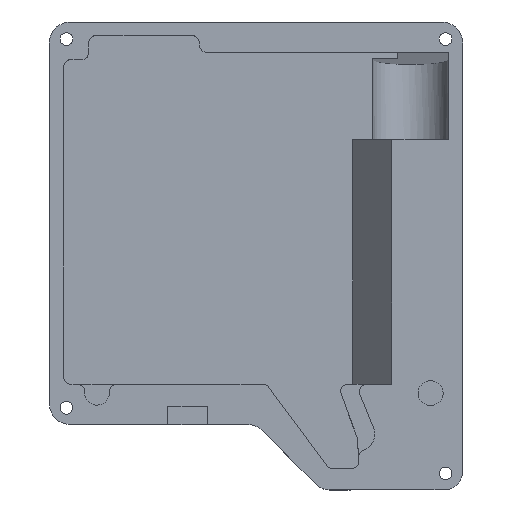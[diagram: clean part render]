
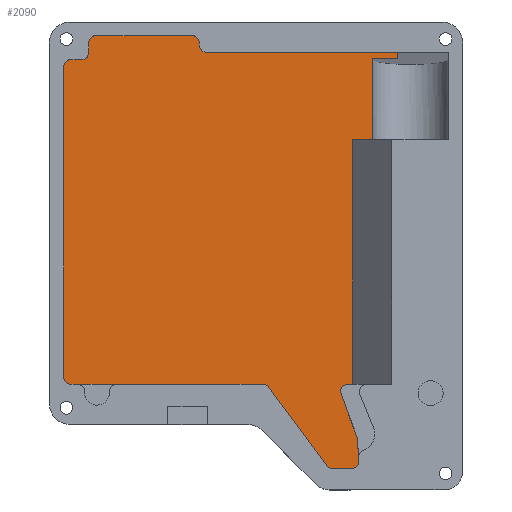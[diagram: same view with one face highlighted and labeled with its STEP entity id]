
A CAD part, top view. The second image highlights one B-rep face of the part: STEP entity #2090.
In plain terms, the highlighted planar face has unit normal (0, 0, 1).
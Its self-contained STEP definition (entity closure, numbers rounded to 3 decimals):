
#500 = EDGE_CURVE('',#501,#503,#505,.T.);
#501 = VERTEX_POINT('',#502);
#502 = CARTESIAN_POINT('',(25.831,12.,-26.34));
#503 = VERTEX_POINT('',#504);
#504 = CARTESIAN_POINT('',(27.204,12.,-26.34));
#505 = LINE('',#506,#507);
#506 = CARTESIAN_POINT('',(-54.198,12.,-26.34));
#507 = VECTOR('',#508,1.);
#508 = DIRECTION('',(1.,0.,0.));
#581 = EDGE_CURVE('',#503,#582,#584,.T.);
#582 = VERTEX_POINT('',#583);
#583 = CARTESIAN_POINT('',(27.204,81.,-26.34));
#584 = LINE('',#585,#586);
#585 = CARTESIAN_POINT('',(27.204,12.,-26.34));
#586 = VECTOR('',#587,1.);
#587 = DIRECTION('',(0.,1.,0.));
#640 = VERTEX_POINT('',#641);
#641 = CARTESIAN_POINT('',(32.75,81.,-26.34));
#647 = EDGE_CURVE('',#582,#640,#648,.T.);
#648 = LINE('',#649,#650);
#649 = CARTESIAN_POINT('',(-21.923,81.,-26.34));
#650 = VECTOR('',#651,1.);
#651 = DIRECTION('',(1.,0.,0.));
#788 = VERTEX_POINT('',#789);
#789 = CARTESIAN_POINT('',(32.75,103.798,-26.34));
#795 = EDGE_CURVE('',#796,#788,#798,.T.);
#796 = VERTEX_POINT('',#797);
#797 = CARTESIAN_POINT('',(39.876,103.798,-26.34));
#798 = LINE('',#799,#800);
#799 = CARTESIAN_POINT('',(-5.349,103.798,-26.34));
#800 = VECTOR('',#801,1.);
#801 = DIRECTION('',(-1.,0.,0.));
#838 = VERTEX_POINT('',#839);
#839 = CARTESIAN_POINT('',(28.573,-3.123,-26.34));
#845 = EDGE_CURVE('',#838,#846,#848,.T.);
#846 = VERTEX_POINT('',#847);
#847 = CARTESIAN_POINT('',(28.949,-9.624,-26.34));
#848 = LINE('',#849,#850);
#849 = CARTESIAN_POINT('',(27.998,6.802,-26.34));
#850 = VECTOR('',#851,1.);
#851 = DIRECTION('',(0.058,-0.998,0.));
#867 = EDGE_CURVE('',#868,#870,#872,.T.);
#868 = VERTEX_POINT('',#869);
#869 = CARTESIAN_POINT('',(39.876,105.555,-26.34));
#870 = VERTEX_POINT('',#871);
#871 = CARTESIAN_POINT('',(-13.953,105.555,-26.34));
#872 = LINE('',#873,#874);
#873 = CARTESIAN_POINT('',(10.352,105.555,-26.34));
#874 = VECTOR('',#875,1.);
#875 = DIRECTION('',(-1.,0.,0.));
#900 = VERTEX_POINT('',#901);
#901 = CARTESIAN_POINT('',(26.953,-11.74,-26.34));
#907 = EDGE_CURVE('',#846,#900,#908,.T.);
#908 = CIRCLE('',#909,2.);
#909 = AXIS2_PLACEMENT_3D('',#910,#911,#912);
#910 = CARTESIAN_POINT('',(26.953,-9.74,-26.34));
#911 = DIRECTION('',(0.,0.,-1.));
#912 = DIRECTION('',(0.,1.,0.));
#925 = EDGE_CURVE('',#926,#870,#928,.T.);
#926 = VERTEX_POINT('',#927);
#927 = CARTESIAN_POINT('',(-15.953,107.555,-26.34));
#928 = CIRCLE('',#929,2.);
#929 = AXIS2_PLACEMENT_3D('',#930,#931,#932);
#930 = CARTESIAN_POINT('',(-13.953,107.555,-26.34));
#931 = DIRECTION('',(0.,-0.,1.));
#932 = DIRECTION('',(0.,1.,0.));
#950 = EDGE_CURVE('',#900,#951,#953,.T.);
#951 = VERTEX_POINT('',#952);
#952 = CARTESIAN_POINT('',(21.568,-11.74,-26.34));
#953 = LINE('',#954,#955);
#954 = CARTESIAN_POINT('',(-12.563,-11.74,-26.34));
#955 = VECTOR('',#956,1.);
#956 = DIRECTION('',(-1.,0.,0.));
#974 = EDGE_CURVE('',#926,#975,#977,.T.);
#975 = VERTEX_POINT('',#976);
#976 = CARTESIAN_POINT('',(-15.953,108.265,-26.34));
#977 = LINE('',#978,#979);
#978 = CARTESIAN_POINT('',(-15.953,57.052,-26.34));
#979 = VECTOR('',#980,1.);
#980 = DIRECTION('',(0.,1.,0.));
#998 = VERTEX_POINT('',#999);
#999 = CARTESIAN_POINT('',(19.96,-10.929,-26.34));
#1005 = EDGE_CURVE('',#951,#998,#1006,.T.);
#1006 = CIRCLE('',#1007,2.);
#1007 = AXIS2_PLACEMENT_3D('',#1008,#1009,#1010);
#1008 = CARTESIAN_POINT('',(21.568,-9.74,-26.34));
#1009 = DIRECTION('',(0.,0.,-1.));
#1010 = DIRECTION('',(0.,1.,0.));
#1023 = EDGE_CURVE('',#1024,#975,#1026,.T.);
#1024 = VERTEX_POINT('',#1025);
#1025 = CARTESIAN_POINT('',(-17.953,110.265,-26.34));
#1026 = CIRCLE('',#1027,2.);
#1027 = AXIS2_PLACEMENT_3D('',#1028,#1029,#1030);
#1028 = CARTESIAN_POINT('',(-17.953,108.265,-26.34));
#1029 = DIRECTION('',(0.,0.,-1.));
#1030 = DIRECTION('',(0.,1.,0.));
#1048 = EDGE_CURVE('',#998,#1049,#1051,.T.);
#1049 = VERTEX_POINT('',#1050);
#1050 = CARTESIAN_POINT('',(3.603,11.189,-26.34));
#1051 = LINE('',#1052,#1053);
#1052 = CARTESIAN_POINT('',(1.67,13.803,-26.34));
#1053 = VECTOR('',#1054,1.);
#1054 = DIRECTION('',(-0.595,0.804,0.));
#1072 = EDGE_CURVE('',#1024,#1073,#1075,.T.);
#1073 = VERTEX_POINT('',#1074);
#1074 = CARTESIAN_POINT('',(-45.11,110.265,-26.34));
#1075 = LINE('',#1076,#1077);
#1076 = CARTESIAN_POINT('',(-35.076,110.265,-26.34));
#1077 = VECTOR('',#1078,1.);
#1078 = DIRECTION('',(-1.,0.,0.));
#1096 = VERTEX_POINT('',#1097);
#1097 = CARTESIAN_POINT('',(1.995,12.,-26.34));
#1103 = EDGE_CURVE('',#1049,#1096,#1104,.T.);
#1104 = CIRCLE('',#1105,2.);
#1105 = AXIS2_PLACEMENT_3D('',#1106,#1107,#1108);
#1106 = CARTESIAN_POINT('',(1.995,10.,-26.34));
#1107 = DIRECTION('',(0.,0.,1.));
#1108 = DIRECTION('',(0.,1.,0.));
#1121 = EDGE_CURVE('',#1122,#1073,#1124,.T.);
#1122 = VERTEX_POINT('',#1123);
#1123 = CARTESIAN_POINT('',(-47.11,108.265,-26.34));
#1124 = CIRCLE('',#1125,2.);
#1125 = AXIS2_PLACEMENT_3D('',#1126,#1127,#1128);
#1126 = CARTESIAN_POINT('',(-45.11,108.265,-26.34));
#1127 = DIRECTION('',(0.,0.,-1.));
#1128 = DIRECTION('',(0.,1.,0.));
#1144 = EDGE_CURVE('',#1145,#1096,#1147,.T.);
#1145 = VERTEX_POINT('',#1146);
#1146 = CARTESIAN_POINT('',(-52.198,12.,-26.34));
#1147 = LINE('',#1148,#1149);
#1148 = CARTESIAN_POINT('',(-54.198,12.,-26.34));
#1149 = VECTOR('',#1150,1.);
#1150 = DIRECTION('',(1.,0.,0.));
#1209 = EDGE_CURVE('',#1122,#1210,#1212,.T.);
#1210 = VERTEX_POINT('',#1211);
#1211 = CARTESIAN_POINT('',(-47.11,105.5,-26.34));
#1212 = LINE('',#1213,#1214);
#1213 = CARTESIAN_POINT('',(-47.11,61.132,-26.34));
#1214 = VECTOR('',#1215,1.);
#1215 = DIRECTION('',(0.,-1.,0.));
#1256 = EDGE_CURVE('',#1257,#1210,#1259,.T.);
#1257 = VERTEX_POINT('',#1258);
#1258 = CARTESIAN_POINT('',(-49.11,103.5,-26.34));
#1259 = CIRCLE('',#1260,2.);
#1260 = AXIS2_PLACEMENT_3D('',#1261,#1262,#1263);
#1261 = CARTESIAN_POINT('',(-49.11,105.5,-26.34));
#1262 = DIRECTION('',(-0.,0.,1.));
#1263 = DIRECTION('',(0.,-1.,0.));
#1316 = EDGE_CURVE('',#1317,#1257,#1319,.T.);
#1317 = VERTEX_POINT('',#1318);
#1318 = CARTESIAN_POINT('',(-52.198,103.5,-26.34));
#1319 = LINE('',#1320,#1321);
#1320 = CARTESIAN_POINT('',(-54.198,103.5,-26.34));
#1321 = VECTOR('',#1322,1.);
#1322 = DIRECTION('',(1.,0.,0.));
#1342 = EDGE_CURVE('',#1343,#1317,#1345,.T.);
#1343 = VERTEX_POINT('',#1344);
#1344 = CARTESIAN_POINT('',(-54.198,101.5,-26.34));
#1345 = CIRCLE('',#1346,2.);
#1346 = AXIS2_PLACEMENT_3D('',#1347,#1348,#1349);
#1347 = CARTESIAN_POINT('',(-52.198,101.5,-26.34));
#1348 = DIRECTION('',(0.,0.,-1.));
#1349 = DIRECTION('',(0.,1.,0.));
#1383 = EDGE_CURVE('',#1384,#1343,#1386,.T.);
#1384 = VERTEX_POINT('',#1385);
#1385 = CARTESIAN_POINT('',(-54.198,14.,-26.34));
#1386 = LINE('',#1387,#1388);
#1387 = CARTESIAN_POINT('',(-54.198,12.,-26.34));
#1388 = VECTOR('',#1389,1.);
#1389 = DIRECTION('',(0.,1.,0.));
#1409 = EDGE_CURVE('',#1145,#1384,#1410,.T.);
#1410 = CIRCLE('',#1411,2.);
#1411 = AXIS2_PLACEMENT_3D('',#1412,#1413,#1414);
#1412 = CARTESIAN_POINT('',(-52.198,14.,-26.34));
#1413 = DIRECTION('',(0.,0.,-1.));
#1414 = DIRECTION('',(0.,1.,0.));
#2090 = ADVANCED_FACE('',(#2091),#2143,.T.);
#2091 = FACE_BOUND('',#2092,.T.);
#2092 = EDGE_LOOP('',(#2093,#2094,#2095,#2096,#2097,#2098,#2099,#2100,
    #2101,#2102,#2110,#2117,#2118,#2119,#2120,#2126,#2127,#2133,#2134,
    #2135,#2136,#2137,#2138,#2139,#2140,#2141,#2142));
#2093 = ORIENTED_EDGE('',*,*,#1383,.F.);
#2094 = ORIENTED_EDGE('',*,*,#1409,.F.);
#2095 = ORIENTED_EDGE('',*,*,#1144,.T.);
#2096 = ORIENTED_EDGE('',*,*,#1103,.F.);
#2097 = ORIENTED_EDGE('',*,*,#1048,.F.);
#2098 = ORIENTED_EDGE('',*,*,#1005,.F.);
#2099 = ORIENTED_EDGE('',*,*,#950,.F.);
#2100 = ORIENTED_EDGE('',*,*,#907,.F.);
#2101 = ORIENTED_EDGE('',*,*,#845,.F.);
#2102 = ORIENTED_EDGE('',*,*,#2103,.F.);
#2103 = EDGE_CURVE('',#2104,#838,#2106,.T.);
#2104 = VERTEX_POINT('',#2105);
#2105 = CARTESIAN_POINT('',(23.956,9.303,-26.34));
#2106 = LINE('',#2107,#2108);
#2107 = CARTESIAN_POINT('',(17.519,26.629,-26.34)
  );
#2108 = VECTOR('',#2109,1.);
#2109 = DIRECTION('',(0.348,-0.937,0.));
#2110 = ORIENTED_EDGE('',*,*,#2111,.F.);
#2111 = EDGE_CURVE('',#501,#2104,#2112,.T.);
#2112 = CIRCLE('',#2113,2.);
#2113 = AXIS2_PLACEMENT_3D('',#2114,#2115,#2116);
#2114 = CARTESIAN_POINT('',(25.831,10.,-26.34));
#2115 = DIRECTION('',(0.,0.,1.));
#2116 = DIRECTION('',(0.,-1.,0.));
#2117 = ORIENTED_EDGE('',*,*,#500,.T.);
#2118 = ORIENTED_EDGE('',*,*,#581,.T.);
#2119 = ORIENTED_EDGE('',*,*,#647,.T.);
#2120 = ORIENTED_EDGE('',*,*,#2121,.T.);
#2121 = EDGE_CURVE('',#640,#788,#2122,.T.);
#2122 = LINE('',#2123,#2124);
#2123 = CARTESIAN_POINT('',(32.75,46.5,-26.34));
#2124 = VECTOR('',#2125,1.);
#2125 = DIRECTION('',(0.,1.,0.));
#2126 = ORIENTED_EDGE('',*,*,#795,.F.);
#2127 = ORIENTED_EDGE('',*,*,#2128,.T.);
#2128 = EDGE_CURVE('',#796,#868,#2129,.T.);
#2129 = LINE('',#2130,#2131);
#2130 = CARTESIAN_POINT('',(39.876,46.5,-26.34));
#2131 = VECTOR('',#2132,1.);
#2132 = DIRECTION('',(0.,1.,0.));
#2133 = ORIENTED_EDGE('',*,*,#867,.T.);
#2134 = ORIENTED_EDGE('',*,*,#925,.F.);
#2135 = ORIENTED_EDGE('',*,*,#974,.T.);
#2136 = ORIENTED_EDGE('',*,*,#1023,.F.);
#2137 = ORIENTED_EDGE('',*,*,#1072,.T.);
#2138 = ORIENTED_EDGE('',*,*,#1121,.F.);
#2139 = ORIENTED_EDGE('',*,*,#1209,.T.);
#2140 = ORIENTED_EDGE('',*,*,#1256,.F.);
#2141 = ORIENTED_EDGE('',*,*,#1316,.F.);
#2142 = ORIENTED_EDGE('',*,*,#1342,.F.);
#2143 = PLANE('',#2144);
#2144 = AXIS2_PLACEMENT_3D('',#2145,#2146,#2147);
#2145 = CARTESIAN_POINT('',(-7.115,55.936,-26.34)
  );
#2146 = DIRECTION('',(0.,0.,1.));
#2147 = DIRECTION('',(0.,1.,0.));
